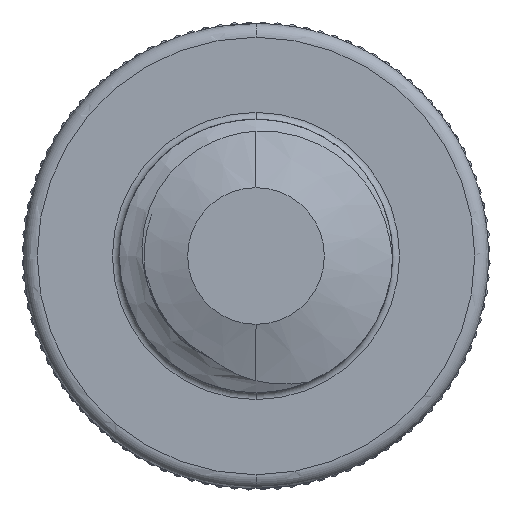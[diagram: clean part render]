
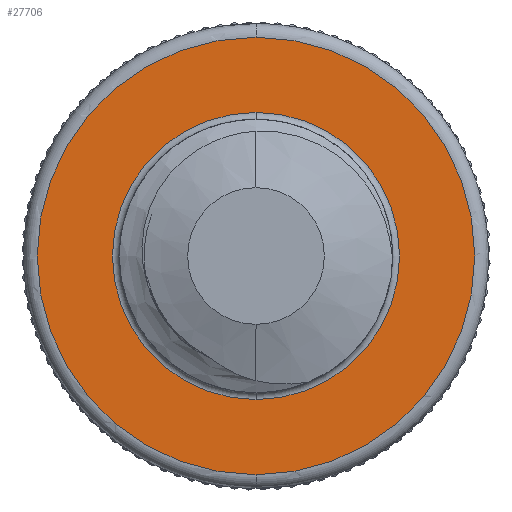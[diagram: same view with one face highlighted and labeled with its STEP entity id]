
A CAD part, front view. The second image highlights one B-rep face of the part: STEP entity #27706.
In plain terms, the highlighted planar face has unit normal (0, -1, 0).
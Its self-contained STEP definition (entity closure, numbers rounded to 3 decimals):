
#22 = VERTEX_POINT('',#23);
#23 = CARTESIAN_POINT('',(0.,10.,2.1));
#42 = VERTEX_POINT('',#43);
#43 = CARTESIAN_POINT('',(0.,10.,-2.1));
#50 = EDGE_CURVE('',#42,#22,#51,.T.);
#51 = CIRCLE('',#52,2.1);
#52 = AXIS2_PLACEMENT_3D('',#53,#54,#55);
#53 = CARTESIAN_POINT('',(0.,10.,0.));
#54 = DIRECTION('',(0.,1.,0.));
#55 = DIRECTION('',(0.,-0.,1.));
#1450 = EDGE_CURVE('',#1451,#1453,#1455,.T.);
#1451 = VERTEX_POINT('',#1452);
#1452 = CARTESIAN_POINT('',(0.,10.,-3.2));
#1453 = VERTEX_POINT('',#1454);
#1454 = CARTESIAN_POINT('',(0.,10.,3.2));
#1455 = CIRCLE('',#1456,3.2);
#1456 = AXIS2_PLACEMENT_3D('',#1457,#1458,#1459);
#1457 = CARTESIAN_POINT('',(0.,10.,0.));
#1458 = DIRECTION('',(0.,-1.,0.));
#1459 = DIRECTION('',(0.,0.,1.));
#27706 = ADVANCED_FACE('',(#27707,#27717),#27727,.F.);
#27707 = FACE_BOUND('',#27708,.T.);
#27708 = EDGE_LOOP('',(#27709,#27716));
#27709 = ORIENTED_EDGE('',*,*,#27710,.T.);
#27710 = EDGE_CURVE('',#22,#42,#27711,.T.);
#27711 = CIRCLE('',#27712,2.1);
#27712 = AXIS2_PLACEMENT_3D('',#27713,#27714,#27715);
#27713 = CARTESIAN_POINT('',(0.,10.,0.));
#27714 = DIRECTION('',(0.,1.,0.));
#27715 = DIRECTION('',(0.,-0.,1.));
#27716 = ORIENTED_EDGE('',*,*,#50,.T.);
#27717 = FACE_BOUND('',#27718,.T.);
#27718 = EDGE_LOOP('',(#27719,#27726));
#27719 = ORIENTED_EDGE('',*,*,#27720,.T.);
#27720 = EDGE_CURVE('',#1453,#1451,#27721,.T.);
#27721 = CIRCLE('',#27722,3.2);
#27722 = AXIS2_PLACEMENT_3D('',#27723,#27724,#27725);
#27723 = CARTESIAN_POINT('',(0.,10.,0.));
#27724 = DIRECTION('',(0.,-1.,0.));
#27725 = DIRECTION('',(0.,0.,1.));
#27726 = ORIENTED_EDGE('',*,*,#1450,.T.);
#27727 = PLANE('',#27728);
#27728 = AXIS2_PLACEMENT_3D('',#27729,#27730,#27731);
#27729 = CARTESIAN_POINT('',(0.,10.,0.));
#27730 = DIRECTION('',(0.,1.,0.));
#27731 = DIRECTION('',(0.,-0.,1.));
